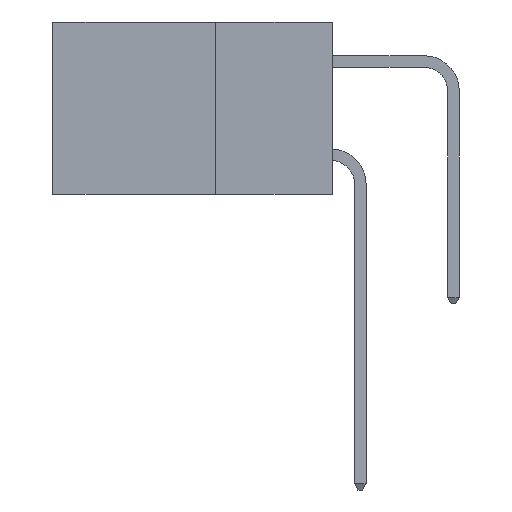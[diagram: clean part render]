
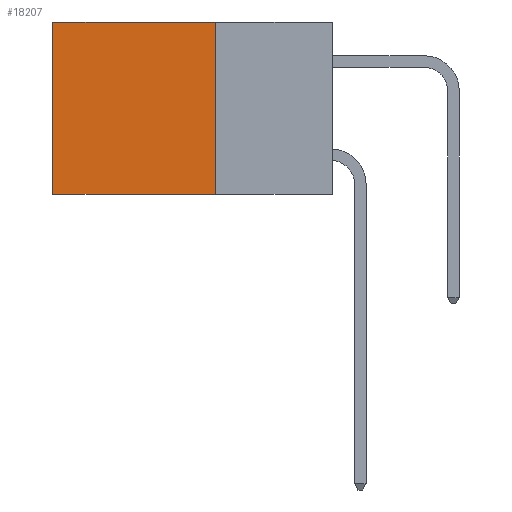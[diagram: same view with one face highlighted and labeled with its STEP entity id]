
A CAD part, left-side view. The second image highlights one B-rep face of the part: STEP entity #18207.
In plain terms, the highlighted planar face has unit normal (-1, 0, 0).
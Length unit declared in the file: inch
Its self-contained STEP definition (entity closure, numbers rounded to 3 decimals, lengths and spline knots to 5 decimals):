
#188 = CARTESIAN_POINT ( 'NONE',  ( 0.2615, 0.25, -0.37 ) ) ;
#257 = DIRECTION ( 'NONE',  ( 0., 0., -1. ) ) ;
#915 = EDGE_CURVE ( 'NONE', #17370, #2125, #11684, .T. ) ;
#940 = ORIENTED_EDGE ( 'NONE', *, *, #6955, .T. ) ;
#1156 = DIRECTION ( 'NONE',  ( 0., 0., -1. ) ) ;
#1211 = VERTEX_POINT ( 'NONE', #5802 ) ;
#1690 = VERTEX_POINT ( 'NONE', #7169 ) ;
#2125 = VERTEX_POINT ( 'NONE', #8211 ) ;
#2609 = FACE_OUTER_BOUND ( 'NONE', #5299, .T. ) ;
#3275 = LINE ( 'NONE', #7257, #10418 ) ;
#4469 = AXIS2_PLACEMENT_3D ( 'NONE', #8287, #9765, #1156 ) ;
#4768 = ORIENTED_EDGE ( 'NONE', *, *, #13800, .F. ) ;
#4950 = CARTESIAN_POINT ( 'NONE',  ( 0.2615, 0.25, 0. ) ) ;
#5299 = EDGE_LOOP ( 'NONE', ( #13496, #4768, #17884, #940 ) ) ;
#5538 = LINE ( 'NONE', #11419, #12231 ) ;
#5802 = CARTESIAN_POINT ( 'NONE',  ( 0.2615, 0.6, -0.37 ) ) ;
#6955 = EDGE_CURVE ( 'NONE', #17370, #1690, #5538, .T. ) ;
#7062 = EDGE_CURVE ( 'NONE', #1690, #1211, #3275, .T. ) ;
#7100 = DIRECTION ( 'NONE',  ( 0., 0., -1. ) ) ;
#7169 = CARTESIAN_POINT ( 'NONE',  ( 0.2615, 0.6, 0. ) ) ;
#7238 = LINE ( 'NONE', #188, #17672 ) ;
#7257 = CARTESIAN_POINT ( 'NONE',  ( 0.2615, 0.6, -0.37 ) ) ;
#8211 = CARTESIAN_POINT ( 'NONE',  ( 0.2615, 0.25, -0.37 ) ) ;
#8287 = CARTESIAN_POINT ( 'NONE',  ( 0.2615, 0.25, -0.37 ) ) ;
#8353 = PLANE ( 'NONE',  #4469 ) ;
#8354 = VECTOR ( 'NONE', #257, 39.37008 ) ;
#9765 = DIRECTION ( 'NONE',  ( 1., 0., 0. ) ) ;
#10418 = VECTOR ( 'NONE', #7100, 39.37008 ) ;
#11272 = CARTESIAN_POINT ( 'NONE',  ( 0.2615, 0.25, -0.37 ) ) ;
#11419 = CARTESIAN_POINT ( 'NONE',  ( 0.2615, 0.25, 0. ) ) ;
#11606 = DIRECTION ( 'NONE',  ( 0., 1., 0. ) ) ;
#11684 = LINE ( 'NONE', #11272, #8354 ) ;
#11739 = DIRECTION ( 'NONE',  ( 0., 1., 0. ) ) ;
#12231 = VECTOR ( 'NONE', #11606, 39.37008 ) ;
#13496 = ORIENTED_EDGE ( 'NONE', *, *, #7062, .T. ) ;
#13800 = EDGE_CURVE ( 'NONE', #2125, #1211, #7238, .T. ) ;
#17370 = VERTEX_POINT ( 'NONE', #4950 ) ;
#17672 = VECTOR ( 'NONE', #11739, 39.37008 ) ;
#17884 = ORIENTED_EDGE ( 'NONE', *, *, #915, .F. ) ;
#18207 = ADVANCED_FACE ( 'NONE', ( #2609 ), #8353, .F. ) ;
